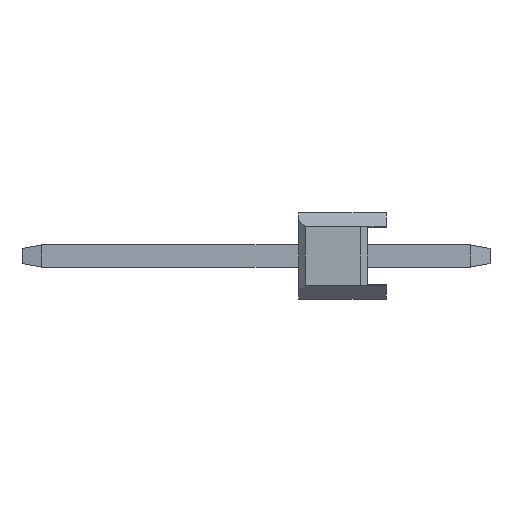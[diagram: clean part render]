
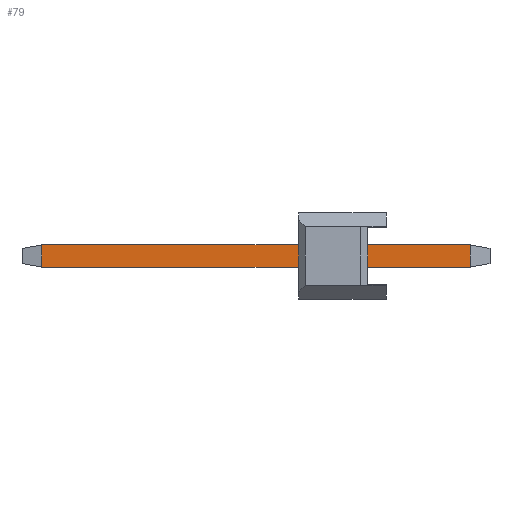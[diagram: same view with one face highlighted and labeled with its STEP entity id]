
A CAD part, left-side view. The second image highlights one B-rep face of the part: STEP entity #79.
In plain terms, the highlighted planar face has unit normal (-1, 0, 0).
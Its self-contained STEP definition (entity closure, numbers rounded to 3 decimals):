
#79 = ADVANCED_FACE ( 'NONE', ( #2969 ), #4567, .F. ) ;
#299 = DIRECTION ( 'NONE',  ( 0., 0., -1. ) ) ;
#391 = LINE ( 'NONE', #6283, #4632 ) ;
#449 = CARTESIAN_POINT ( 'NONE',  ( -0.32, -2.433, -0.32 ) ) ;
#585 = LINE ( 'NONE', #4912, #3413 ) ;
#940 = ORIENTED_EDGE ( 'NONE', *, *, #2197, .F. ) ;
#1066 = EDGE_CURVE ( 'NONE', #1360, #3432, #391, .T. ) ;
#1327 = ORIENTED_EDGE ( 'NONE', *, *, #4032, .T. ) ;
#1360 = VERTEX_POINT ( 'NONE', #6524 ) ;
#1404 = CARTESIAN_POINT ( 'NONE',  ( -0.32, -2.433, 0.32 ) ) ;
#1825 = VERTEX_POINT ( 'NONE', #6237 ) ;
#1944 = VERTEX_POINT ( 'NONE', #5345 ) ;
#1999 = EDGE_LOOP ( 'NONE', ( #6760, #1327, #940, #5648 ) ) ;
#2197 = EDGE_CURVE ( 'NONE', #1825, #1944, #4654, .T. ) ;
#2731 = LINE ( 'NONE', #1404, #5725 ) ;
#2875 = VECTOR ( 'NONE', #6126, 1000. ) ;
#2969 = FACE_OUTER_BOUND ( 'NONE', #1999, .T. ) ;
#3413 = VECTOR ( 'NONE', #5425, 1000. ) ;
#3432 = VERTEX_POINT ( 'NONE', #449 ) ;
#3675 = DIRECTION ( 'NONE',  ( 1., 0., 0. ) ) ;
#4032 = EDGE_CURVE ( 'NONE', #3432, #1944, #2731, .T. ) ;
#4567 = PLANE ( 'NONE',  #5815 ) ;
#4632 = VECTOR ( 'NONE', #5279, 1000. ) ;
#4654 = LINE ( 'NONE', #5597, #2875 ) ;
#4912 = CARTESIAN_POINT ( 'NONE',  ( -0.32, 9.973, -0.32 ) ) ;
#5017 = CARTESIAN_POINT ( 'NONE',  ( -0.32, 10.54, 0.32 ) ) ;
#5204 = DIRECTION ( 'NONE',  ( 0., 0., 1. ) ) ;
#5279 = DIRECTION ( 'NONE',  ( 0., -1., 0. ) ) ;
#5345 = CARTESIAN_POINT ( 'NONE',  ( -0.32, -2.433, 0.32 ) ) ;
#5425 = DIRECTION ( 'NONE',  ( 0., 0., -1. ) ) ;
#5597 = CARTESIAN_POINT ( 'NONE',  ( -0.32, 10.54, 0.32 ) ) ;
#5648 = ORIENTED_EDGE ( 'NONE', *, *, #5956, .T. ) ;
#5725 = VECTOR ( 'NONE', #5204, 1000. ) ;
#5815 = AXIS2_PLACEMENT_3D ( 'NONE', #5017, #3675, #299 ) ;
#5956 = EDGE_CURVE ( 'NONE', #1825, #1360, #585, .T. ) ;
#6126 = DIRECTION ( 'NONE',  ( 0., -1., 0. ) ) ;
#6237 = CARTESIAN_POINT ( 'NONE',  ( -0.32, 9.973, 0.32 ) ) ;
#6283 = CARTESIAN_POINT ( 'NONE',  ( -0.32, 10.54, -0.32 ) ) ;
#6524 = CARTESIAN_POINT ( 'NONE',  ( -0.32, 9.973, -0.32 ) ) ;
#6760 = ORIENTED_EDGE ( 'NONE', *, *, #1066, .T. ) ;
